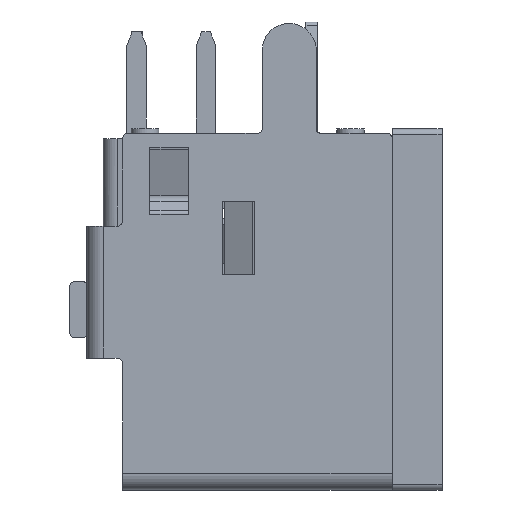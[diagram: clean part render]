
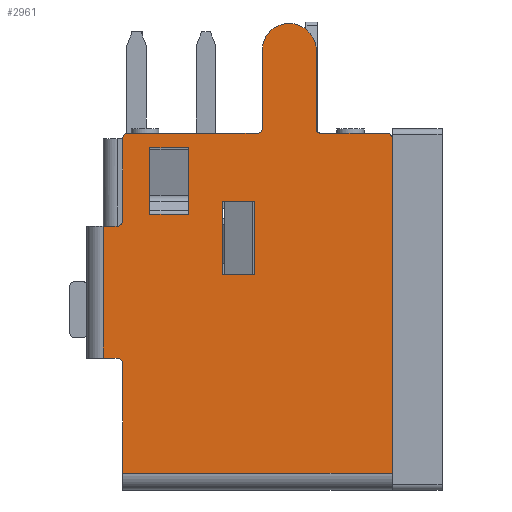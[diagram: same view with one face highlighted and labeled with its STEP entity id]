
A CAD part, front view. The second image highlights one B-rep face of the part: STEP entity #2961.
In plain terms, the highlighted planar face has unit normal (0, -1, 0).
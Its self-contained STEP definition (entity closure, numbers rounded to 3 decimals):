
#572=CARTESIAN_POINT('',(-11.7,-6.95,-5.9));
#573=VERTEX_POINT('',#572);
#589=CARTESIAN_POINT('',(-2.,-6.95,-5.9));
#590=VERTEX_POINT('',#589);
#598=CARTESIAN_POINT('',(-2.,-6.95,-5.9));
#599=DIRECTION('',(-1.,0.,0.));
#600=VECTOR('',#599,9.7);
#601=LINE('',#598,#600);
#602=EDGE_CURVE('',#590,#573,#601,.T.);
#670=CARTESIAN_POINT('',(-11.7,-6.95,-1.95));
#671=VERTEX_POINT('',#670);
#672=CARTESIAN_POINT('',(-11.7,-6.95,-5.9));
#673=DIRECTION('',(0.,0.,1.));
#674=VECTOR('',#673,3.95);
#675=LINE('',#672,#674);
#676=EDGE_CURVE('',#573,#671,#675,.T.);
#700=CARTESIAN_POINT('',(-11.9,-6.95,-1.75));
#701=VERTEX_POINT('',#700);
#718=CARTESIAN_POINT('',(-11.9,-6.95,-1.95));
#719=DIRECTION('',(1.,0.,0.));
#720=DIRECTION('',(0.,-1.,0.));
#721=AXIS2_PLACEMENT_3D('',#718,#720,#719);
#722=CIRCLE('',#721,0.2);
#723=EDGE_CURVE('',#671,#701,#722,.T.);
#735=CARTESIAN_POINT('',(-11.9,-6.95,3.));
#736=VERTEX_POINT('',#735);
#743=CARTESIAN_POINT('',(-11.7,-6.95,3.2));
#744=VERTEX_POINT('',#743);
#745=CARTESIAN_POINT('',(-11.9,-6.95,3.2));
#746=DIRECTION('',(0.,0.,-1.));
#747=DIRECTION('',(0.,-1.,0.));
#748=AXIS2_PLACEMENT_3D('',#745,#747,#746);
#749=CIRCLE('',#748,0.2);
#750=EDGE_CURVE('',#736,#744,#749,.T.);
#775=CARTESIAN_POINT('',(-8.1,-6.95,3.9));
#776=VERTEX_POINT('',#775);
#777=CARTESIAN_POINT('',(-8.1,-6.95,1.25));
#778=VERTEX_POINT('',#777);
#779=CARTESIAN_POINT('',(-8.1,-6.95,3.9));
#780=DIRECTION('',(0.,0.,-1.));
#781=VECTOR('',#780,2.65);
#782=LINE('',#779,#781);
#783=EDGE_CURVE('',#776,#778,#782,.T.);
#815=CARTESIAN_POINT('',(-6.955,-6.95,1.25));
#816=VERTEX_POINT('',#815);
#817=CARTESIAN_POINT('',(-8.1,-6.95,1.25));
#818=DIRECTION('',(1.,0.,0.));
#819=VECTOR('',#818,1.145);
#820=LINE('',#817,#819);
#821=EDGE_CURVE('',#778,#816,#820,.T.);
#856=CARTESIAN_POINT('',(-6.955,-6.95,3.9));
#857=VERTEX_POINT('',#856);
#858=CARTESIAN_POINT('',(-6.955,-6.95,1.25));
#859=DIRECTION('',(0.,0.,1.));
#860=VECTOR('',#859,2.65);
#861=LINE('',#858,#860);
#862=EDGE_CURVE('',#816,#857,#861,.T.);
#903=CARTESIAN_POINT('',(-6.955,-6.95,3.9));
#904=DIRECTION('',(-1.,0.,0.));
#905=VECTOR('',#904,1.145);
#906=LINE('',#903,#905);
#907=EDGE_CURVE('',#857,#776,#906,.T.);
#1256=CARTESIAN_POINT('',(-6.675,-6.95,6.5));
#1257=VERTEX_POINT('',#1256);
#1264=CARTESIAN_POINT('',(-6.675,-6.95,9.32));
#1265=VERTEX_POINT('',#1264);
#1266=CARTESIAN_POINT('',(-6.675,-6.95,6.5));
#1267=DIRECTION('',(0.,0.,1.));
#1268=VECTOR('',#1267,2.82);
#1269=LINE('',#1266,#1268);
#1270=EDGE_CURVE('',#1257,#1265,#1269,.T.);
#1286=CARTESIAN_POINT('',(-5.7,-6.95,10.3));
#1287=VERTEX_POINT('',#1286);
#1304=CARTESIAN_POINT('',(-5.695,-6.95,9.32));
#1305=DIRECTION('',(-1.,0.,0.));
#1306=DIRECTION('',(0.,1.,0.));
#1307=AXIS2_PLACEMENT_3D('',#1304,#1306,#1305);
#1308=CIRCLE('',#1307,0.98);
#1309=EDGE_CURVE('',#1265,#1287,#1308,.T.);
#1334=CARTESIAN_POINT('',(-4.725,-6.95,9.32));
#1335=VERTEX_POINT('',#1334);
#1352=CARTESIAN_POINT('',(-5.705,-6.95,9.32));
#1353=DIRECTION('',(0.01,0.,1.));
#1354=DIRECTION('',(0.,1.,0.));
#1355=AXIS2_PLACEMENT_3D('',#1352,#1354,#1353);
#1356=CIRCLE('',#1355,0.98);
#1357=EDGE_CURVE('',#1287,#1335,#1356,.T.);
#1367=CARTESIAN_POINT('',(-4.725,-6.95,6.5));
#1368=VERTEX_POINT('',#1367);
#1369=CARTESIAN_POINT('',(-4.725,-6.95,9.32));
#1370=DIRECTION('',(0.,0.,-1.));
#1371=VECTOR('',#1370,2.82);
#1372=LINE('',#1369,#1371);
#1373=EDGE_CURVE('',#1335,#1368,#1372,.T.);
#1850=CARTESIAN_POINT('',(-9.325,-6.95,5.831));
#1851=VERTEX_POINT('',#1850);
#1859=CARTESIAN_POINT('',(-10.725,-6.95,5.831));
#1860=VERTEX_POINT('',#1859);
#1861=CARTESIAN_POINT('',(-9.325,-6.95,5.831));
#1862=DIRECTION('',(-1.,0.,0.));
#1863=VECTOR('',#1862,1.4);
#1864=LINE('',#1861,#1863);
#1865=EDGE_CURVE('',#1851,#1860,#1864,.T.);
#1907=CARTESIAN_POINT('',(-10.725,-6.95,3.421));
#1908=VERTEX_POINT('',#1907);
#1909=CARTESIAN_POINT('',(-10.725,-6.95,5.831));
#1910=DIRECTION('',(0.,0.,-1.));
#1911=VECTOR('',#1910,2.41);
#1912=LINE('',#1909,#1911);
#1913=EDGE_CURVE('',#1860,#1908,#1912,.T.);
#1939=CARTESIAN_POINT('',(-9.325,-6.95,3.421));
#1940=VERTEX_POINT('',#1939);
#1941=CARTESIAN_POINT('',(-10.725,-6.95,3.421));
#1942=DIRECTION('',(1.,0.,0.));
#1943=VECTOR('',#1942,1.4);
#1944=LINE('',#1941,#1943);
#1945=EDGE_CURVE('',#1908,#1940,#1944,.T.);
#1985=CARTESIAN_POINT('',(-9.325,-6.95,3.421));
#1986=DIRECTION('',(0.,0.,1.));
#1987=VECTOR('',#1986,2.41);
#1988=LINE('',#1985,#1987);
#1989=EDGE_CURVE('',#1940,#1851,#1988,.T.);
#2370=CARTESIAN_POINT('',(-11.7,-6.95,6.15));
#2371=VERTEX_POINT('',#2370);
#2372=CARTESIAN_POINT('',(-11.7,-6.95,3.2));
#2373=DIRECTION('',(0.,0.,1.));
#2374=VECTOR('',#2373,2.95);
#2375=LINE('',#2372,#2374);
#2376=EDGE_CURVE('',#744,#2371,#2375,.T.);
#2400=CARTESIAN_POINT('',(-4.575,-6.95,6.35));
#2401=VERTEX_POINT('',#2400);
#2402=CARTESIAN_POINT('',(-2.2,-6.95,6.35));
#2403=VERTEX_POINT('',#2402);
#2404=CARTESIAN_POINT('',(-4.575,-6.95,6.35));
#2405=DIRECTION('',(1.,0.,0.));
#2406=VECTOR('',#2405,2.375);
#2407=LINE('',#2404,#2406);
#2408=EDGE_CURVE('',#2401,#2403,#2407,.T.);
#2450=CARTESIAN_POINT('',(-11.5,-6.95,6.35));
#2451=VERTEX_POINT('',#2450);
#2458=CARTESIAN_POINT('',(-6.825,-6.95,6.35));
#2459=VERTEX_POINT('',#2458);
#2460=CARTESIAN_POINT('',(-11.5,-6.95,6.35));
#2461=DIRECTION('',(1.,0.,0.));
#2462=VECTOR('',#2461,4.675);
#2463=LINE('',#2460,#2462);
#2464=EDGE_CURVE('',#2451,#2459,#2463,.T.);
#2536=CARTESIAN_POINT('',(-4.575,-6.95,6.5));
#2537=DIRECTION('',(-1.,0.,0.));
#2538=DIRECTION('',(0.,-1.,0.));
#2539=AXIS2_PLACEMENT_3D('',#2536,#2538,#2537);
#2540=CIRCLE('',#2539,0.15);
#2541=EDGE_CURVE('',#1368,#2401,#2540,.T.);
#2560=CARTESIAN_POINT('',(-6.825,-6.95,6.5));
#2561=DIRECTION('',(0.,0.,-1.));
#2562=DIRECTION('',(0.,-1.,0.));
#2563=AXIS2_PLACEMENT_3D('',#2560,#2562,#2561);
#2564=CIRCLE('',#2563,0.15);
#2565=EDGE_CURVE('',#2459,#1257,#2564,.T.);
#2584=CARTESIAN_POINT('',(-11.5,-6.95,6.15));
#2585=DIRECTION('',(-1.,0.,0.));
#2586=DIRECTION('',(0.,1.,0.));
#2587=AXIS2_PLACEMENT_3D('',#2584,#2586,#2585);
#2588=CIRCLE('',#2587,0.2);
#2589=EDGE_CURVE('',#2371,#2451,#2588,.T.);
#2601=CARTESIAN_POINT('',(-2.,-6.95,6.15));
#2602=VERTEX_POINT('',#2601);
#2603=CARTESIAN_POINT('',(-2.2,-6.95,6.15));
#2604=DIRECTION('',(0.,0.,1.));
#2605=DIRECTION('',(0.,1.,0.));
#2606=AXIS2_PLACEMENT_3D('',#2603,#2605,#2604);
#2607=CIRCLE('',#2606,0.2);
#2608=EDGE_CURVE('',#2403,#2602,#2607,.T.);
#2752=CARTESIAN_POINT('',(-12.4,-6.95,-1.75));
#2753=VERTEX_POINT('',#2752);
#2769=CARTESIAN_POINT('',(-11.9,-6.95,-1.75));
#2770=DIRECTION('',(-1.,0.,0.));
#2771=VECTOR('',#2770,0.5);
#2772=LINE('',#2769,#2771);
#2773=EDGE_CURVE('',#701,#2753,#2772,.T.);
#2785=CARTESIAN_POINT('',(-12.4,-6.95,3.));
#2786=VERTEX_POINT('',#2785);
#2793=CARTESIAN_POINT('',(-12.4,-6.95,3.));
#2794=DIRECTION('',(1.,0.,0.));
#2795=VECTOR('',#2794,0.5);
#2796=LINE('',#2793,#2795);
#2797=EDGE_CURVE('',#2786,#736,#2796,.T.);
#2913=CARTESIAN_POINT('',(-7.2,-6.95,2.2));
#2914=DIRECTION('',(0.,0.,1.));
#2915=DIRECTION('',(0.,-1.,0.));
#2916=AXIS2_PLACEMENT_3D('',#2913,#2915,#2914);
#2917=PLANE('',#2916);
#2918=ORIENTED_EDGE('',*,*,#2797,.F.);
#2919=CARTESIAN_POINT('',(-12.4,-6.95,3.));
#2920=DIRECTION('',(0.,0.,-1.));
#2921=VECTOR('',#2920,4.75);
#2922=LINE('',#2919,#2921);
#2923=EDGE_CURVE('',#2786,#2753,#2922,.T.);
#2924=ORIENTED_EDGE('',*,*,#2923,.T.);
#2925=ORIENTED_EDGE('',*,*,#2773,.F.);
#2926=ORIENTED_EDGE('',*,*,#723,.F.);
#2927=ORIENTED_EDGE('',*,*,#676,.F.);
#2928=ORIENTED_EDGE('',*,*,#602,.F.);
#2929=CARTESIAN_POINT('',(-2.,-6.95,6.15));
#2930=DIRECTION('',(0.,0.,-1.));
#2931=VECTOR('',#2930,12.05);
#2932=LINE('',#2929,#2931);
#2933=EDGE_CURVE('',#2602,#590,#2932,.T.);
#2934=ORIENTED_EDGE('',*,*,#2933,.F.);
#2935=ORIENTED_EDGE('',*,*,#2608,.F.);
#2936=ORIENTED_EDGE('',*,*,#2408,.F.);
#2937=ORIENTED_EDGE('',*,*,#2541,.F.);
#2938=ORIENTED_EDGE('',*,*,#1373,.F.);
#2939=ORIENTED_EDGE('',*,*,#1357,.F.);
#2940=ORIENTED_EDGE('',*,*,#1309,.F.);
#2941=ORIENTED_EDGE('',*,*,#1270,.F.);
#2942=ORIENTED_EDGE('',*,*,#2565,.F.);
#2943=ORIENTED_EDGE('',*,*,#2464,.F.);
#2944=ORIENTED_EDGE('',*,*,#2589,.F.);
#2945=ORIENTED_EDGE('',*,*,#2376,.F.);
#2946=ORIENTED_EDGE('',*,*,#750,.F.);
#2947=EDGE_LOOP('',(#2918,#2924,#2925,#2926,#2927,#2928,#2934,#2935,#2936,#2937,#2938,#2939,#2940,#2941,#2942,#2943,#2944,#2945,#2946));
#2948=FACE_OUTER_BOUND('',#2947,.T.);
#2949=ORIENTED_EDGE('',*,*,#907,.F.);
#2950=ORIENTED_EDGE('',*,*,#862,.F.);
#2951=ORIENTED_EDGE('',*,*,#821,.F.);
#2952=ORIENTED_EDGE('',*,*,#783,.F.);
#2953=EDGE_LOOP('',(#2949,#2950,#2951,#2952));
#2954=FACE_BOUND('',#2953,.T.);
#2955=ORIENTED_EDGE('',*,*,#1989,.F.);
#2956=ORIENTED_EDGE('',*,*,#1945,.F.);
#2957=ORIENTED_EDGE('',*,*,#1913,.F.);
#2958=ORIENTED_EDGE('',*,*,#1865,.F.);
#2959=EDGE_LOOP('',(#2955,#2956,#2957,#2958));
#2960=FACE_BOUND('',#2959,.T.);
#2961=ADVANCED_FACE('',(#2948,#2954,#2960),#2917,.T.);
